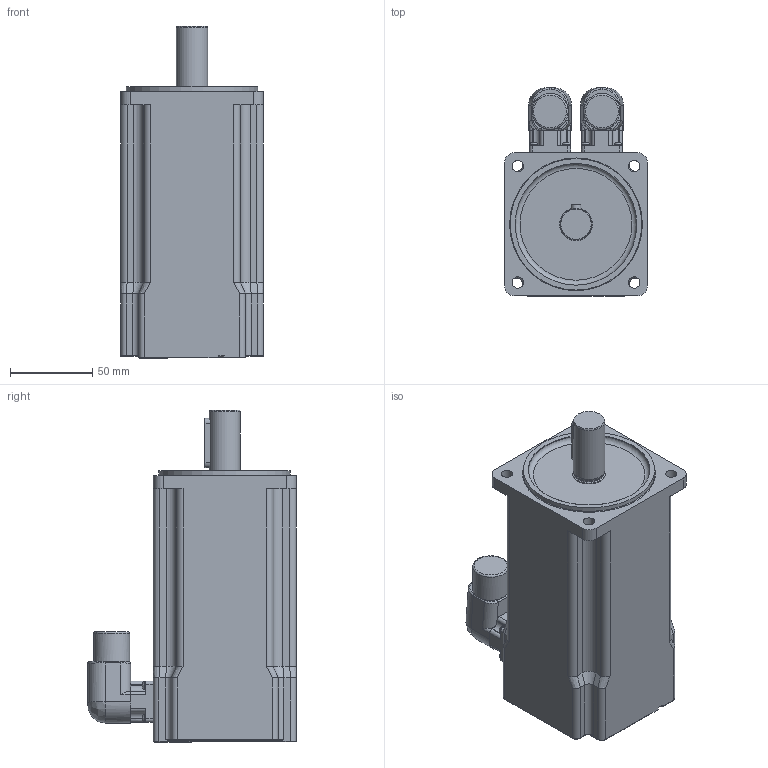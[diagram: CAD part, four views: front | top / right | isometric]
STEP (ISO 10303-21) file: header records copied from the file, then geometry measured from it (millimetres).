
FILE_DESCRIPTION((''),'2;1');
FILE_NAME('AM8042_xx00-xxxx_21.05.2012.stp','2012-05-21T15:28:13',('KathrinW'),(''),'Autodesk Inventor 2012','Autodesk Inventor 2012','');
FILE_SCHEMA(('CONFIG_CONTROL_DESIGN'));
Length unit declared in the file: millimetre
Products named in the file (4): BM085-VM-01; BM085-VM-00; Intercontec-BEDC110NN00000101000; DIN 6885-A6x6x30
Assembly tree (4 placements, depth 2):
  BM085-VM-01
    BM085-VM-00
    Intercontec-BEDC110NN00000101000  x2
    DIN 6885-A6x6x30
Bounding box: 87 x 126.8 x 202 mm (x, y, z)
Volume: 1193267.7 mm3; surface area: 87227.2 mm2
Topology: 4 solids, 4 shells, 424 faces, 1041 edges, 648 vertices
Faces by surface type: plane 217, cylinder 122, bspline 65, torus 18, cone 2
Full cylindrical faces by diameter (mm): 4.8 x8, 7 x4, 18.4 x1, 19 x1, 20 x1, 20.1 x4, 22 x2, 74 x1, 80 x1
Entity records: 10952 total; most frequent: CARTESIAN_POINT 2879, ORIENTED_EDGE 1606, DIRECTION 1529, EDGE_CURVE 803, VERTEX_POINT 520, AXIS2_PLACEMENT_3D 513, VECTOR 503, LINE 503
